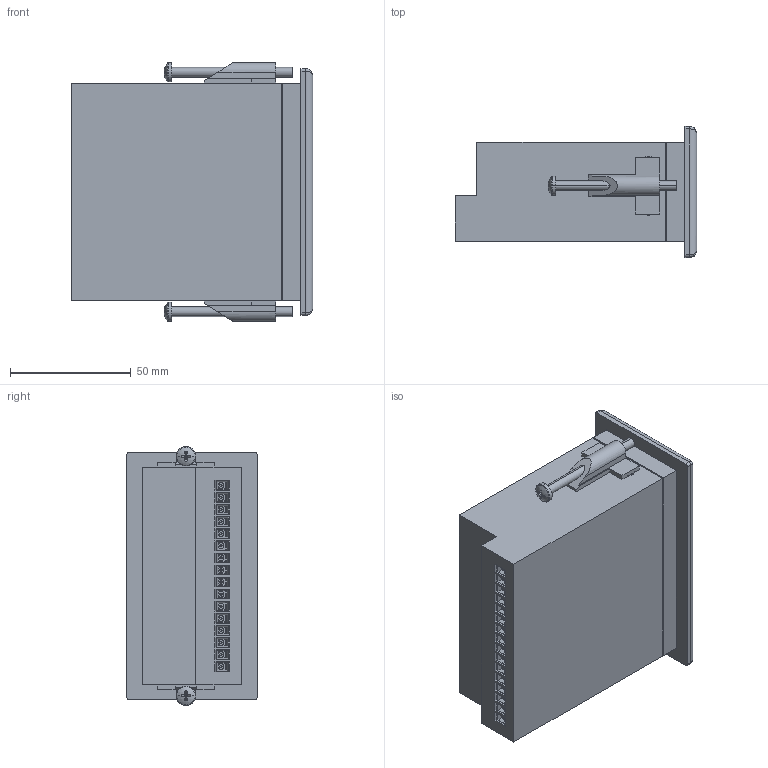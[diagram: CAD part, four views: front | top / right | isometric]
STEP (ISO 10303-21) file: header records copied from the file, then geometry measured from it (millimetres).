
FILE_DESCRIPTION (( 'STEP AP214' ), '1' );
FILE_NAME ('3D ìîäåëü ÒÐÌ210-Ù2.STEP', '2015-11-30T14:24:12', ( '' ), ( '' ), 'SwSTEP 2.0', 'SolidWorks 2013', '' );
FILE_SCHEMA (( 'AUTOMOTIVE_DESIGN' ));
Length unit declared in the file: millimetre
Products named in the file (9): Óïëîòíèòåëü; TRM210_001F03M; 鏢鵿櫡 膹樦擨鴀鍒; 抔樦憵; Pan Cross Head_AM4_50_B18.6.7M - M4 x 0.7 x 40 Type I Cross Recessed PHMS --40N; ﾇ琥韲; Èçìåðèòåëü ÒÐÌ210-Ù2 çàä; Èçìåðèòåëü ÒÐÌ210-Ù2 ïåðåä; 3D ìîäåëü ÒÐÌ210-Ù2
Assembly tree (25 placements, depth 3):
  3D ìîäåëü ÒÐÌ210-Ù2
    Èçìåðèòåëü ÒÐÌ210-Ù2 ïåðåä
    Èçìåðèòåëü ÒÐÌ210-Ù2 çàä
    ﾇ琥韲  x2
    Pan Cross Head_AM4_50_B18.6.7M - M4 x 0.7 x 40 Type I Cross Recessed PHMS --40N  x2
    鏢鵿櫡 膹樦擨鴀鍒
      抔樦憵  x16
    TRM210_001F03M
    Óïëîòíèòåëü
Bounding box: 100 x 54 x 107 mm (x, y, z)
Volume: 82081.3 mm3; surface area: 96197.4 mm2
Topology: 25 solids, 25 shells, 2102 faces, 5337 edges, 3522 vertices
Faces by surface type: plane 1447, bspline 361, cylinder 286, torus 4, sphere 4
Entity records: 56846 total; most frequent: CARTESIAN_POINT 12284, ORIENTED_EDGE 7308, DIRECTION 5198, EDGE_CURVE 3654, VECTOR 2750, LINE 2750, VERTEX_POINT 2426, EDGE_LOOP 1588
